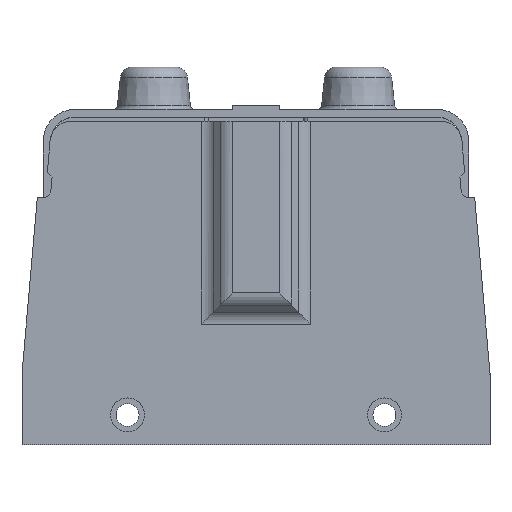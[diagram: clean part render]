
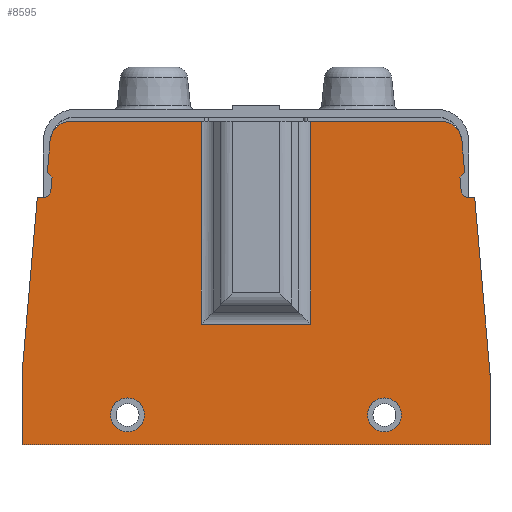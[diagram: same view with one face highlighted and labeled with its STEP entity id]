
A CAD part, top view. The second image highlights one B-rep face of the part: STEP entity #8595.
In plain terms, the highlighted planar face has unit normal (0, 0, 1).
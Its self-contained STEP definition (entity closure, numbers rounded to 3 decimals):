
#113=DIRECTION('',(1.,0.,0.));
#114=VECTOR('',#113,110.);
#115=CARTESIAN_POINT('',(-55.,-38.,21.));
#116=LINE('',#115,#114);
#609=DIRECTION('',(-1.,0.,0.));
#610=VECTOR('',#609,1.197);
#611=CARTESIAN_POINT('',(51.4,20.,21.));
#612=LINE('',#611,#610);
#621=CARTESIAN_POINT('',(43.419,33.,21.));
#622=DIRECTION('',(0.,0.,-1.));
#623=DIRECTION('',(0.,1.,0.));
#624=AXIS2_PLACEMENT_3D('',#621,#622,#623);
#626=DIRECTION('',(0.087,-0.996,0.));
#627=VECTOR('',#626,7.464);
#628=CARTESIAN_POINT('',(48.4,33.436,21.));
#629=LINE('',#628,#627);
#630=DIRECTION('',(-0.707,-0.707,0.));
#631=VECTOR('',#630,1.566);
#632=CARTESIAN_POINT('',(49.05,26.,21.));
#633=LINE('',#632,#631);
#634=DIRECTION('',(0.087,-0.996,0.));
#635=VECTOR('',#634,3.078);
#636=CARTESIAN_POINT('',(47.942,24.892,21.));
#637=LINE('',#636,#635);
#638=CARTESIAN_POINT('',(50.203,22.,21.));
#639=DIRECTION('',(0.,0.,1.));
#640=DIRECTION('',(-0.996,-0.087,0.));
#641=AXIS2_PLACEMENT_3D('',#638,#639,#640);
#643=DIRECTION('',(0.087,-0.996,0.));
#644=VECTOR('',#643,41.306);
#645=CARTESIAN_POINT('',(51.4,20.,21.));
#646=LINE('',#645,#644);
#647=DIRECTION('',(0.087,0.996,0.));
#648=VECTOR('',#647,41.306);
#649=CARTESIAN_POINT('',(-55.,-21.148,21.));
#650=LINE('',#649,#648);
#651=CARTESIAN_POINT('',(-50.203,22.,21.));
#652=DIRECTION('',(0.,0.,1.));
#653=DIRECTION('',(0.,-1.,0.));
#654=AXIS2_PLACEMENT_3D('',#651,#652,#653);
#656=DIRECTION('',(0.087,0.996,0.));
#657=VECTOR('',#656,3.078);
#658=CARTESIAN_POINT('',(-48.211,21.826,21.));
#659=LINE('',#658,#657);
#660=DIRECTION('',(-0.707,0.707,0.));
#661=VECTOR('',#660,1.566);
#662=CARTESIAN_POINT('',(-47.942,24.892,21.));
#663=LINE('',#662,#661);
#664=DIRECTION('',(0.087,0.996,0.));
#665=VECTOR('',#664,7.464);
#666=CARTESIAN_POINT('',(-49.05,26.,21.));
#667=LINE('',#666,#665);
#668=CARTESIAN_POINT('',(-43.419,33.,21.));
#669=DIRECTION('',(0.,0.,-1.));
#670=DIRECTION('',(-0.996,0.087,0.));
#671=AXIS2_PLACEMENT_3D('',#668,#669,#670);
#673=CARTESIAN_POINT('',(30.2,-31.,21.));
#674=DIRECTION('',(0.,0.,1.));
#675=DIRECTION('',(-1.,0.,0.));
#676=AXIS2_PLACEMENT_3D('',#673,#674,#675);
#678=CARTESIAN_POINT('',(30.2,-31.,21.));
#679=DIRECTION('',(0.,0.,1.));
#680=DIRECTION('',(1.,0.,0.));
#681=AXIS2_PLACEMENT_3D('',#678,#679,#680);
#683=CARTESIAN_POINT('',(-30.2,-31.,21.));
#684=DIRECTION('',(0.,0.,1.));
#685=DIRECTION('',(-1.,0.,0.));
#686=AXIS2_PLACEMENT_3D('',#683,#684,#685);
#688=CARTESIAN_POINT('',(-30.2,-31.,21.));
#689=DIRECTION('',(0.,0.,1.));
#690=DIRECTION('',(1.,0.,0.));
#691=AXIS2_PLACEMENT_3D('',#688,#689,#690);
#700=DIRECTION('',(0.,1.,0.));
#701=VECTOR('',#700,47.657);
#702=CARTESIAN_POINT('',(-12.857,-9.657,21.));
#703=LINE('',#702,#701);
#711=DIRECTION('',(-1.,0.,0.));
#712=VECTOR('',#711,25.714);
#713=CARTESIAN_POINT('',(12.857,-9.657,21.));
#714=LINE('',#713,#712);
#715=DIRECTION('',(0.,-1.,0.));
#716=VECTOR('',#715,47.657);
#717=CARTESIAN_POINT('',(12.857,38.,21.));
#718=LINE('',#717,#716);
#811=DIRECTION('',(-1.,0.,0.));
#812=VECTOR('',#811,30.562);
#813=CARTESIAN_POINT('',(43.419,38.,21.));
#814=LINE('',#813,#812);
#843=DIRECTION('',(-1.,0.,0.));
#844=VECTOR('',#843,30.562);
#845=CARTESIAN_POINT('',(-12.857,38.,21.));
#846=LINE('',#845,#844);
#5150=DIRECTION('',(0.,1.,0.));
#5151=VECTOR('',#5150,16.852);
#5152=CARTESIAN_POINT('',(55.,-38.,21.));
#5153=LINE('',#5152,#5151);
#5371=DIRECTION('',(0.,-1.,0.));
#5372=VECTOR('',#5371,16.852);
#5373=CARTESIAN_POINT('',(-55.,-21.148,21.));
#5374=LINE('',#5373,#5372);
#5395=DIRECTION('',(-1.,0.,0.));
#5396=VECTOR('',#5395,1.197);
#5397=CARTESIAN_POINT('',(-50.203,20.,21.));
#5398=LINE('',#5397,#5396);
#6136=CARTESIAN_POINT('',(-34.2,-31.,21.));
#6137=CARTESIAN_POINT('',(-26.2,-31.,21.));
#6138=VERTEX_POINT('',#6136);
#6139=VERTEX_POINT('',#6137);
#6140=CARTESIAN_POINT('',(26.2,-31.,21.));
#6141=CARTESIAN_POINT('',(34.2,-31.,21.));
#6142=VERTEX_POINT('',#6140);
#6143=VERTEX_POINT('',#6141);
#6144=CARTESIAN_POINT('',(-12.857,-9.657,21.));
#6145=CARTESIAN_POINT('',(-12.857,38.,21.));
#6146=VERTEX_POINT('',#6144);
#6147=VERTEX_POINT('',#6145);
#6148=CARTESIAN_POINT('',(12.857,-9.657,21.));
#6149=VERTEX_POINT('',#6148);
#6150=CARTESIAN_POINT('',(12.857,38.,21.));
#6151=VERTEX_POINT('',#6150);
#6152=CARTESIAN_POINT('',(43.419,38.,21.));
#6153=VERTEX_POINT('',#6152);
#6154=CARTESIAN_POINT('',(48.4,33.436,21.));
#6155=VERTEX_POINT('',#6154);
#6156=CARTESIAN_POINT('',(49.05,26.,21.));
#6157=VERTEX_POINT('',#6156);
#6158=CARTESIAN_POINT('',(47.942,24.892,21.));
#6159=VERTEX_POINT('',#6158);
#6160=CARTESIAN_POINT('',(48.211,21.826,21.));
#6161=VERTEX_POINT('',#6160);
#6162=CARTESIAN_POINT('',(50.203,20.,21.));
#6163=VERTEX_POINT('',#6162);
#6164=CARTESIAN_POINT('',(51.4,20.,21.));
#6165=VERTEX_POINT('',#6164);
#6166=CARTESIAN_POINT('',(55.,-21.148,21.));
#6167=VERTEX_POINT('',#6166);
#6168=CARTESIAN_POINT('',(55.,-38.,21.));
#6169=VERTEX_POINT('',#6168);
#6170=CARTESIAN_POINT('',(-55.,-38.,21.));
#6171=VERTEX_POINT('',#6170);
#6172=CARTESIAN_POINT('',(-55.,-21.148,21.));
#6173=VERTEX_POINT('',#6172);
#6174=CARTESIAN_POINT('',(-51.4,20.,21.));
#6175=VERTEX_POINT('',#6174);
#6176=CARTESIAN_POINT('',(-50.203,20.,21.));
#6177=VERTEX_POINT('',#6176);
#6178=CARTESIAN_POINT('',(-48.211,21.826,21.));
#6179=VERTEX_POINT('',#6178);
#6180=CARTESIAN_POINT('',(-47.942,24.892,21.));
#6181=VERTEX_POINT('',#6180);
#6182=CARTESIAN_POINT('',(-49.05,26.,21.));
#6183=VERTEX_POINT('',#6182);
#6184=CARTESIAN_POINT('',(-48.4,33.436,21.));
#6185=VERTEX_POINT('',#6184);
#6186=CARTESIAN_POINT('',(-43.419,38.,21.));
#6187=VERTEX_POINT('',#6186);
#8540=CARTESIAN_POINT('',(0.,0.,21.));
#8541=DIRECTION('',(0.,0.,1.));
#8542=DIRECTION('',(-1.,0.,0.));
#8543=AXIS2_PLACEMENT_3D('',#8540,#8541,#8542);
#8544=PLANE('',#8543);
#8546=ORIENTED_EDGE('',*,*,#8545,.F.);
#8548=ORIENTED_EDGE('',*,*,#8547,.F.);
#8550=ORIENTED_EDGE('',*,*,#8549,.F.);
#8552=ORIENTED_EDGE('',*,*,#8551,.F.);
#8553=ORIENTED_EDGE('',*,*,#8416,.T.);
#8554=ORIENTED_EDGE('',*,*,#8441,.T.);
#8555=ORIENTED_EDGE('',*,*,#8462,.T.);
#8556=ORIENTED_EDGE('',*,*,#8483,.T.);
#8557=ORIENTED_EDGE('',*,*,#8505,.T.);
#8558=ORIENTED_EDGE('',*,*,#8524,.F.);
#8560=ORIENTED_EDGE('',*,*,#8559,.T.);
#8562=ORIENTED_EDGE('',*,*,#8561,.F.);
#8563=ORIENTED_EDGE('',*,*,#7647,.F.);
#8565=ORIENTED_EDGE('',*,*,#8564,.F.);
#8567=ORIENTED_EDGE('',*,*,#8566,.T.);
#8569=ORIENTED_EDGE('',*,*,#8568,.F.);
#8571=ORIENTED_EDGE('',*,*,#8570,.T.);
#8573=ORIENTED_EDGE('',*,*,#8572,.T.);
#8575=ORIENTED_EDGE('',*,*,#8574,.T.);
#8577=ORIENTED_EDGE('',*,*,#8576,.T.);
#8578=ORIENTED_EDGE('',*,*,#8342,.T.);
#8580=ORIENTED_EDGE('',*,*,#8579,.F.);
#8581=EDGE_LOOP('',(#8546,#8548,#8550,#8552,#8553,#8554,#8555,#8556,#8557,#8558,
#8560,#8562,#8563,#8565,#8567,#8569,#8571,#8573,#8575,#8577,#8578,#8580));
#8582=FACE_OUTER_BOUND('',#8581,.F.);
#8584=ORIENTED_EDGE('',*,*,#8583,.T.);
#8586=ORIENTED_EDGE('',*,*,#8585,.T.);
#8587=EDGE_LOOP('',(#8584,#8586));
#8588=FACE_BOUND('',#8587,.F.);
#8590=ORIENTED_EDGE('',*,*,#8589,.T.);
#8592=ORIENTED_EDGE('',*,*,#8591,.T.);
#8593=EDGE_LOOP('',(#8590,#8592));
#8594=FACE_BOUND('',#8593,.F.);
#625=CIRCLE('',#624,5.);
#642=CIRCLE('',#641,2.);
#655=CIRCLE('',#654,2.);
#672=CIRCLE('',#671,5.);
#677=CIRCLE('',#676,4.);
#682=CIRCLE('',#681,4.);
#687=CIRCLE('',#686,4.);
#692=CIRCLE('',#691,4.);
#7647=EDGE_CURVE('',#6171,#6169,#116,.T.);
#8342=EDGE_CURVE('',#6185,#6187,#672,.T.);
#8416=EDGE_CURVE('',#6153,#6155,#625,.T.);
#8441=EDGE_CURVE('',#6155,#6157,#629,.T.);
#8462=EDGE_CURVE('',#6157,#6159,#633,.T.);
#8483=EDGE_CURVE('',#6159,#6161,#637,.T.);
#8505=EDGE_CURVE('',#6161,#6163,#642,.T.);
#8524=EDGE_CURVE('',#6165,#6163,#612,.T.);
#8545=EDGE_CURVE('',#6146,#6147,#703,.T.);
#8547=EDGE_CURVE('',#6149,#6146,#714,.T.);
#8549=EDGE_CURVE('',#6151,#6149,#718,.T.);
#8551=EDGE_CURVE('',#6153,#6151,#814,.T.);
#8559=EDGE_CURVE('',#6165,#6167,#646,.T.);
#8561=EDGE_CURVE('',#6169,#6167,#5153,.T.);
#8564=EDGE_CURVE('',#6173,#6171,#5374,.T.);
#8566=EDGE_CURVE('',#6173,#6175,#650,.T.);
#8568=EDGE_CURVE('',#6177,#6175,#5398,.T.);
#8570=EDGE_CURVE('',#6177,#6179,#655,.T.);
#8572=EDGE_CURVE('',#6179,#6181,#659,.T.);
#8574=EDGE_CURVE('',#6181,#6183,#663,.T.);
#8576=EDGE_CURVE('',#6183,#6185,#667,.T.);
#8579=EDGE_CURVE('',#6147,#6187,#846,.T.);
#8583=EDGE_CURVE('',#6142,#6143,#677,.T.);
#8585=EDGE_CURVE('',#6143,#6142,#682,.T.);
#8589=EDGE_CURVE('',#6138,#6139,#687,.T.);
#8591=EDGE_CURVE('',#6139,#6138,#692,.T.);
#8595=ADVANCED_FACE('',(#8582,#8588,#8594),#8544,.T.);
